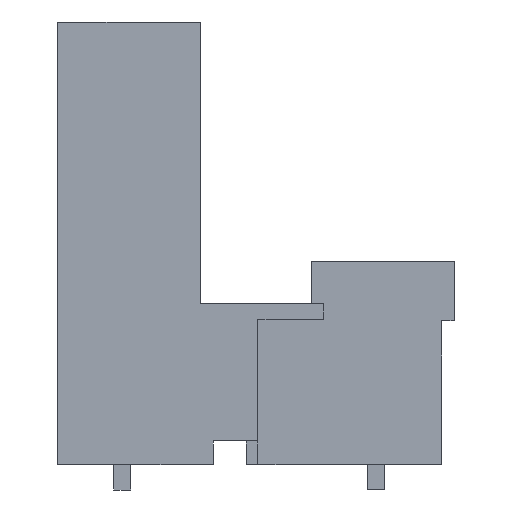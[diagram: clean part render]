
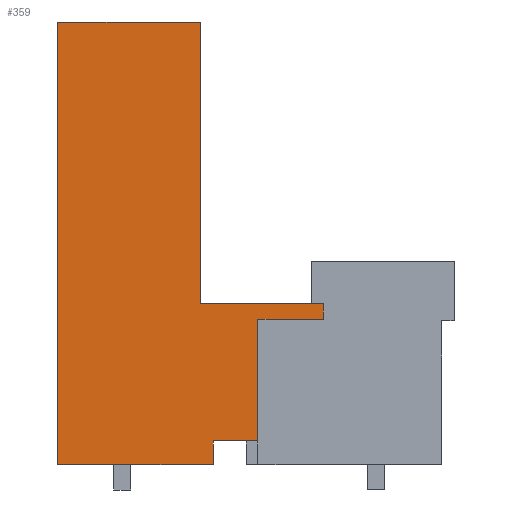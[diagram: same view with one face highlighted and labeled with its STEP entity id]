
A CAD part, left-side view. The second image highlights one B-rep face of the part: STEP entity #359.
In plain terms, the highlighted planar face has unit normal (-1, 0, 0).
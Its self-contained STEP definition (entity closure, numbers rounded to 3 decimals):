
#291=AXIS2_PLACEMENT_3D('Plane Axis2P3D',#288,#289,#290) ;
#49=CARTESIAN_POINT('Vertex',(0.,7.73,11.)) ;
#52=CARTESIAN_POINT('Line Origine',(0.,7.73,10.55)) ;
#56=CARTESIAN_POINT('Vertex',(0.,7.73,10.1)) ;
#255=CARTESIAN_POINT('Vertex',(0.,15.,11.)) ;
#258=CARTESIAN_POINT('Line Origine',(0.,11.365,11.)) ;
#288=CARTESIAN_POINT('Axis2P3D Location',(0.,23.43,-1.7)) ;
#293=CARTESIAN_POINT('Line Origine',(0.,15.,19.33)) ;
#297=CARTESIAN_POINT('Vertex',(0.,15.,27.66)) ;
#300=CARTESIAN_POINT('Line Origine',(0.,19.215,27.66)) ;
#304=CARTESIAN_POINT('Vertex',(0.,23.43,27.66)) ;
#307=CARTESIAN_POINT('Line Origine',(0.,23.43,14.58)) ;
#311=CARTESIAN_POINT('Vertex',(0.,23.43,1.5)) ;
#314=CARTESIAN_POINT('Line Origine',(0.,18.84,1.5)) ;
#318=CARTESIAN_POINT('Vertex',(0.,14.25,1.5)) ;
#321=CARTESIAN_POINT('Line Origine',(0.,14.25,2.2)) ;
#325=CARTESIAN_POINT('Vertex',(0.,14.25,2.9)) ;
#328=CARTESIAN_POINT('Line Origine',(0.,12.925,2.9)) ;
#332=CARTESIAN_POINT('Vertex',(0.,11.6,2.9)) ;
#335=CARTESIAN_POINT('Line Origine',(0.,11.6,6.5)) ;
#339=CARTESIAN_POINT('Vertex',(0.,11.6,10.1)) ;
#342=CARTESIAN_POINT('Line Origine',(0.,9.665,10.1)) ;
#53=DIRECTION('Vector Direction',(0.,0.,1.)) ;
#259=DIRECTION('Vector Direction',(0.,1.,0.)) ;
#289=DIRECTION('Axis2P3D Direction',(-1.,0.,0.)) ;
#290=DIRECTION('Axis2P3D XDirection',(0.,-1.,0.)) ;
#294=DIRECTION('Vector Direction',(0.,0.,-1.)) ;
#301=DIRECTION('Vector Direction',(0.,1.,0.)) ;
#308=DIRECTION('Vector Direction',(0.,0.,1.)) ;
#315=DIRECTION('Vector Direction',(0.,1.,0.)) ;
#322=DIRECTION('Vector Direction',(0.,0.,-1.)) ;
#329=DIRECTION('Vector Direction',(0.,1.,0.)) ;
#336=DIRECTION('Vector Direction',(0.,0.,-1.)) ;
#343=DIRECTION('Vector Direction',(0.,1.,0.)) ;
#54=VECTOR('Line Direction',#53,1.) ;
#260=VECTOR('Line Direction',#259,1.) ;
#295=VECTOR('Line Direction',#294,1.) ;
#302=VECTOR('Line Direction',#301,1.) ;
#309=VECTOR('Line Direction',#308,1.) ;
#316=VECTOR('Line Direction',#315,1.) ;
#323=VECTOR('Line Direction',#322,1.) ;
#330=VECTOR('Line Direction',#329,1.) ;
#337=VECTOR('Line Direction',#336,1.) ;
#344=VECTOR('Line Direction',#343,1.) ;
#348=ORIENTED_EDGE('',*,*,#58,.T.) ;
#349=ORIENTED_EDGE('',*,*,#262,.T.) ;
#350=ORIENTED_EDGE('',*,*,#299,.T.) ;
#351=ORIENTED_EDGE('',*,*,#306,.T.) ;
#352=ORIENTED_EDGE('',*,*,#313,.T.) ;
#353=ORIENTED_EDGE('',*,*,#320,.T.) ;
#354=ORIENTED_EDGE('',*,*,#327,.T.) ;
#355=ORIENTED_EDGE('',*,*,#334,.T.) ;
#356=ORIENTED_EDGE('',*,*,#341,.T.) ;
#357=ORIENTED_EDGE('',*,*,#346,.T.) ;
#359=ADVANCED_FACE('HOUSING',(#358),#292,.T.) ;
#58=EDGE_CURVE('',#57,#50,#55,.T.) ;
#262=EDGE_CURVE('',#50,#256,#261,.T.) ;
#299=EDGE_CURVE('',#256,#298,#296,.F.) ;
#306=EDGE_CURVE('',#298,#305,#303,.T.) ;
#313=EDGE_CURVE('',#305,#312,#310,.F.) ;
#320=EDGE_CURVE('',#312,#319,#317,.F.) ;
#327=EDGE_CURVE('',#319,#326,#324,.F.) ;
#334=EDGE_CURVE('',#326,#333,#331,.F.) ;
#341=EDGE_CURVE('',#333,#340,#338,.F.) ;
#346=EDGE_CURVE('',#340,#57,#345,.F.) ;
#347=EDGE_LOOP('',(#348,#349,#350,#351,#352,#353,#354,#355,#356,#357)) ;
#358=FACE_OUTER_BOUND('',#347,.T.) ;
#55=LINE('Line',#52,#54) ;
#261=LINE('Line',#258,#260) ;
#296=LINE('Line',#293,#295) ;
#303=LINE('Line',#300,#302) ;
#310=LINE('Line',#307,#309) ;
#317=LINE('Line',#314,#316) ;
#324=LINE('Line',#321,#323) ;
#331=LINE('Line',#328,#330) ;
#338=LINE('Line',#335,#337) ;
#345=LINE('Line',#342,#344) ;
#292=PLANE('',#291) ;
#50=VERTEX_POINT('',#49) ;
#57=VERTEX_POINT('',#56) ;
#256=VERTEX_POINT('',#255) ;
#298=VERTEX_POINT('',#297) ;
#305=VERTEX_POINT('',#304) ;
#312=VERTEX_POINT('',#311) ;
#319=VERTEX_POINT('',#318) ;
#326=VERTEX_POINT('',#325) ;
#333=VERTEX_POINT('',#332) ;
#340=VERTEX_POINT('',#339) ;
